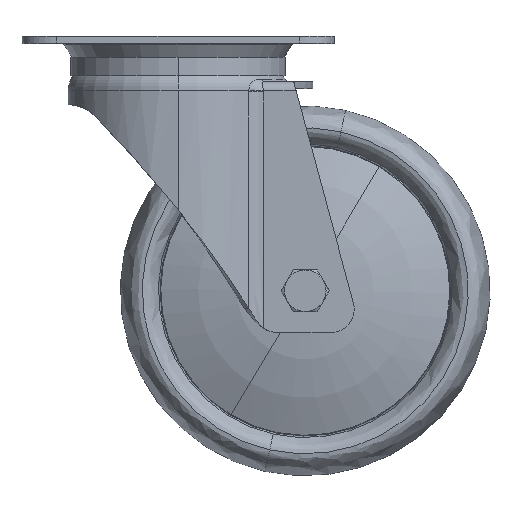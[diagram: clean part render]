
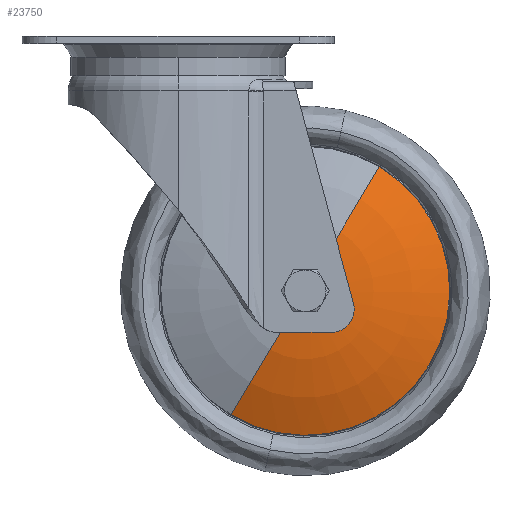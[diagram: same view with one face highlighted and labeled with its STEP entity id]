
A CAD part, top view. The second image highlights one B-rep face of the part: STEP entity #23750.
In plain terms, the highlighted toroidal (fillet/blend) face has major radius 3.595 mm and minor radius 150 mm.
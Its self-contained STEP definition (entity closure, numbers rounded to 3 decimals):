
#585 = TOROIDAL_SURFACE ( 'NONE', #3787, 3.595, 150. ) ;
#739 = CARTESIAN_POINT ( 'NONE',  ( 61.411, -99.269, 30.5 ) ) ;
#1815 = DIRECTION ( 'NONE',  ( 0.513, 0.858, 0. ) ) ;
#2027 = CARTESIAN_POINT ( 'NONE',  ( 55., -110., -119.235 ) ) ;
#2395 = EDGE_CURVE ( 'NONE', #10668, #22820, #13620, .T. ) ;
#3787 = AXIS2_PLACEMENT_3D ( 'NONE', #2027, #6022, #17396 ) ;
#4665 = EDGE_CURVE ( 'NONE', #24324, #22820, #23900, .T. ) ;
#4853 = CARTESIAN_POINT ( 'NONE',  ( 22.94, -163.665, 18.709 ) ) ;
#5800 = CARTESIAN_POINT ( 'NONE',  ( 48.589, -120.731, 30.5 ) ) ;
#6022 = DIRECTION ( 'NONE',  ( 0., 0., 1. ) ) ;
#6599 = EDGE_LOOP ( 'NONE', ( #8237, #9628, #20517, #10110 ) ) ;
#8237 = ORIENTED_EDGE ( 'NONE', *, *, #12404, .T. ) ;
#8309 = DIRECTION ( 'NONE',  ( 0.513, 0.858, 0. ) ) ;
#9241 = CARTESIAN_POINT ( 'NONE',  ( 55., -110., 18.709 ) ) ;
#9628 = ORIENTED_EDGE ( 'NONE', *, *, #2395, .T. ) ;
#10005 = DIRECTION ( 'NONE',  ( -0.513, -0.858, 0. ) ) ;
#10110 = ORIENTED_EDGE ( 'NONE', *, *, #14693, .F. ) ;
#10668 = VERTEX_POINT ( 'NONE', #21624 ) ;
#12094 = CARTESIAN_POINT ( 'NONE',  ( 56.844, -106.914, -119.235 ) ) ;
#12404 = EDGE_CURVE ( 'NONE', #14978, #10668, #16647, .T. ) ;
#12723 = DIRECTION ( 'NONE',  ( -0.858, 0.513, 0. ) ) ;
#13034 = AXIS2_PLACEMENT_3D ( 'NONE', #17937, #19623, #10005 ) ;
#13132 = DIRECTION ( 'NONE',  ( 0., 0., 1. ) ) ;
#13620 = CIRCLE ( 'NONE', #22844, 150. ) ;
#14520 = CARTESIAN_POINT ( 'NONE',  ( 53.156, -113.086, -119.235 ) ) ;
#14693 = EDGE_CURVE ( 'NONE', #14978, #24324, #14789, .T. ) ;
#14789 = CIRCLE ( 'NONE', #22043, 150. ) ;
#14978 = VERTEX_POINT ( 'NONE', #4853 ) ;
#16252 = AXIS2_PLACEMENT_3D ( 'NONE', #9241, #13132, #1815 ) ;
#16647 = CIRCLE ( 'NONE', #16252, 62.512 ) ;
#17396 = DIRECTION ( 'NONE',  ( -0.513, -0.858, 0. ) ) ;
#17937 = CARTESIAN_POINT ( 'NONE',  ( 55., -110., 30.5 ) ) ;
#18539 = FACE_OUTER_BOUND ( 'NONE', #6599, .T. ) ;
#19623 = DIRECTION ( 'NONE',  ( 0., 0., 1. ) ) ;
#20339 = DIRECTION ( 'NONE',  ( -0.513, -0.858, 0. ) ) ;
#20517 = ORIENTED_EDGE ( 'NONE', *, *, #4665, .F. ) ;
#21365 = DIRECTION ( 'NONE',  ( 0.858, -0.513, 0. ) ) ;
#21624 = CARTESIAN_POINT ( 'NONE',  ( 87.06, -56.335, 18.709 ) ) ;
#22043 = AXIS2_PLACEMENT_3D ( 'NONE', #14520, #12723, #20339 ) ;
#22820 = VERTEX_POINT ( 'NONE', #739 ) ;
#22844 = AXIS2_PLACEMENT_3D ( 'NONE', #12094, #21365, #8309 ) ;
#23750 = ADVANCED_FACE ( 'NONE', ( #18539 ), #585, .T. ) ;
#23900 = CIRCLE ( 'NONE', #13034, 12.5 ) ;
#24324 = VERTEX_POINT ( 'NONE', #5800 ) ;
